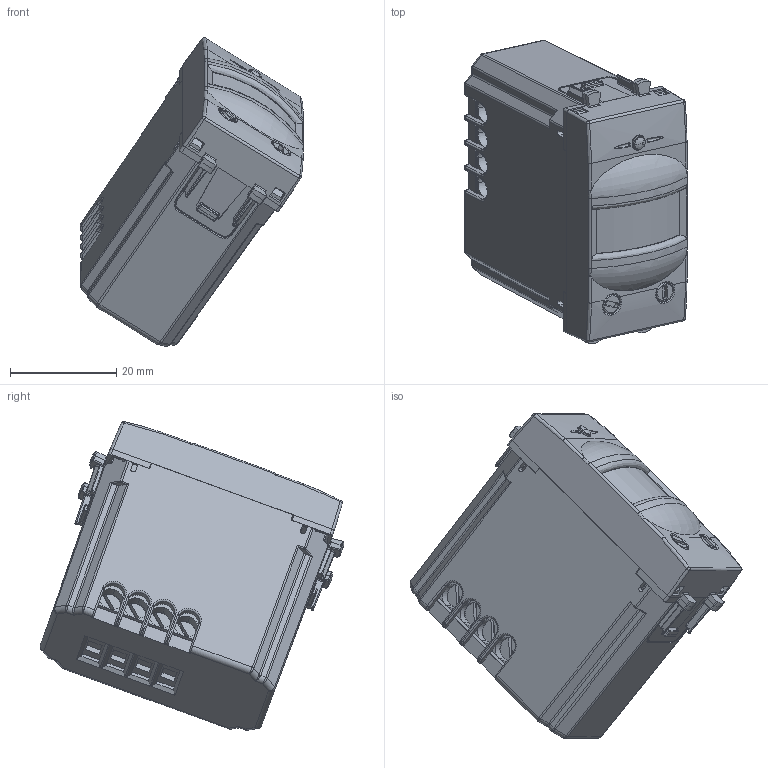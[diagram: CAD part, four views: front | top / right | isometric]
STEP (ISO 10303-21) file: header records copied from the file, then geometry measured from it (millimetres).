
FILE_DESCRIPTION(('CATIA V5 STEP Exchange'),'2;1');
FILE_NAME('441068RL.stp','2024-02-22T13:01:59+00:00',('none'),('none'),'CATIA Version 5-6 Release 2016 SP6','CATIA V5 STEP AP203','none');
FILE_SCHEMA(('CONFIG_CONTROL_DESIGN'));
Products named in the file (1): 441068RL
Assembly tree (8 placements, depth 2):
  441068RL
    #57
    #13051
    #13226  x3
    #14480
    #16235
    #47621
Bounding box: 42 x 57.22 x 58.1 mm (x, y, z)
Volume: 12279.9 mm3; surface area: 17609 mm2
Topology: 8 solids, 8 shells, 1449 faces, 3830 edges, 2331 vertices
Faces by surface type: plane 609, cylinder 469, bspline 180, cone 79, sphere 63, torus 41, revolution 8
Entity records: 53451 total; most frequent: CARTESIAN_POINT 24584, ORIENTED_EDGE 7086, DIRECTION 3981, EDGE_CURVE 3543, VERTEX_POINT 2194, VECTOR 1634, LINE 1634, B_SPLINE_CURVE_WITH_KNOTS 1488
